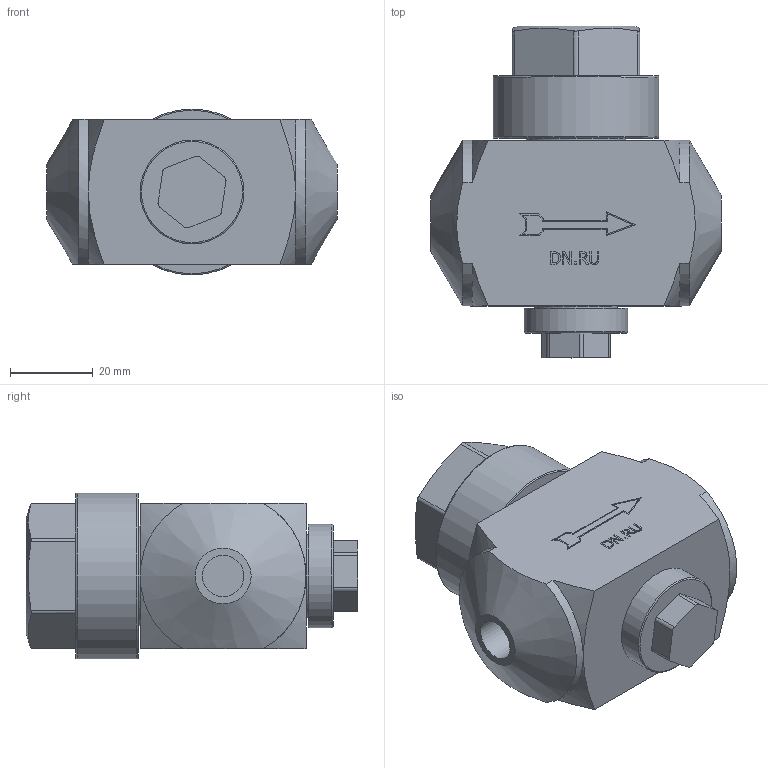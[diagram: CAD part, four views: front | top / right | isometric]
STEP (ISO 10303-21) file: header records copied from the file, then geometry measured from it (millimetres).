
FILE_DESCRIPTION(/* description */ (''),/* implementation_level */ '2;1');
FILE_NAME(/* name */ 'DN10_3D_STEP.stp',/* time_stamp */ '2024-03-04T00:30:13+03:00',/* author */ ('igorr'),/* organization */ (''),/* preprocessor_version */ 'ST-DEVELOPER v19.2',/* originating_system */ 'Autodesk Inventor 2023',/* authorisation */ '');
FILE_SCHEMA (('AUTOMOTIVE_DESIGN { 1 0 10303 214 3 1 1 }'));
Length unit declared in the file: millimetre
Products named in the file (1): Деталь
Bounding box: 70 x 80 x 40 mm (x, y, z)
Volume: 115865.2 mm3; surface area: 17503.8 mm2
Topology: 1 solids, 1 shells, 161 faces, 422 edges, 280 vertices
Faces by surface type: plane 102, bspline 23, cylinder 22, cone 11, torus 3
Full cylindrical faces by diameter (mm): 10 x2, 20 x1, 24 x1, 25 x1, 40 x1
Entity records: 5343 total; most frequent: CARTESIAN_POINT 1339, ORIENTED_EDGE 844, DIRECTION 677, EDGE_CURVE 422, LINE 287, VECTOR 287, VERTEX_POINT 280, AXIS2_PLACEMENT_3D 195
